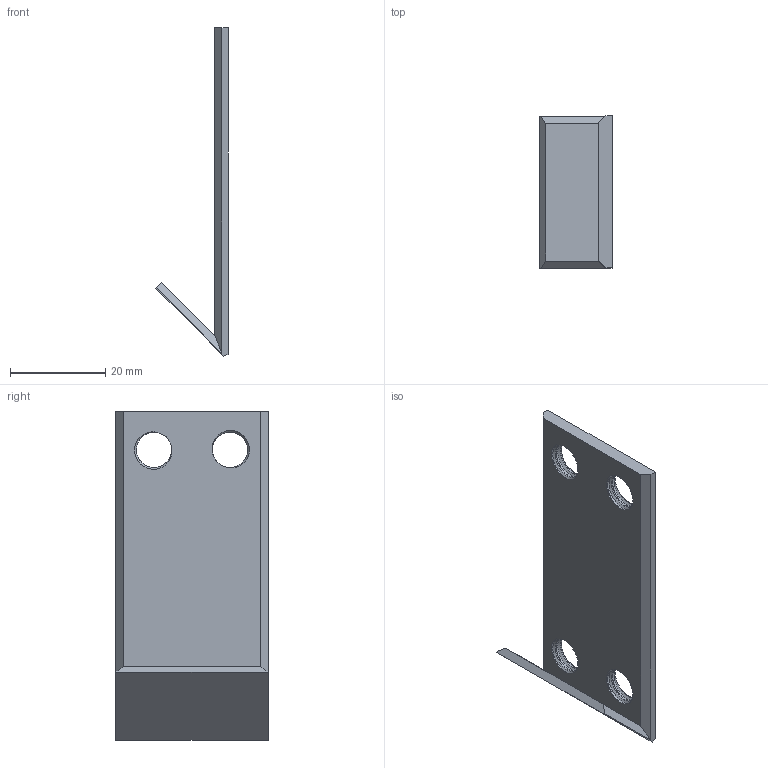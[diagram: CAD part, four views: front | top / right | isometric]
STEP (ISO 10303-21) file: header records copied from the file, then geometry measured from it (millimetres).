
FILE_DESCRIPTION(/* description */ (''),/* implementation_level */ '2;1');
FILE_NAME(/* name */ 'connecter.step',/* time_stamp */ '2025-05-21T11:08:45+09:00',/* author */ (''),/* organization */ (''),/* preprocessor_version */ 'ST-DEVELOPER v20.1',/* originating_system */ 'Autodesk Translation Framework v14.10.0.0',/* authorisation */ '');
FILE_SCHEMA (('AUTOMOTIVE_DESIGN { 1 0 10303 214 3 1 1 }'));
Length unit declared in the file: millimetre
Products named in the file (3): Chladni Plate Holder; holder; connecter
Assembly tree (2 placements, depth 3):
  Chladni Plate Holder
    holder
      connecter
Bounding box: 15.22 x 32 x 69.11 mm (x, y, z)
Volume: 6319.5 mm3; surface area: 5847.4 mm2
Topology: 1 solids, 1 shells, 45 faces, 127 edges, 84 vertices
Faces by surface type: cylinder 24, plane 13, bspline 8
Full cylindrical faces by diameter (mm): 7.45 x4, 8.2 x4
Entity records: 3618 total; most frequent: CARTESIAN_POINT 2501, ORIENTED_EDGE 254, DIRECTION 163, EDGE_CURVE 127, VERTEX_POINT 84, B_SPLINE_CURVE_WITH_KNOTS 64, AXIS2_PLACEMENT_3D 58, EDGE_LOOP 53
